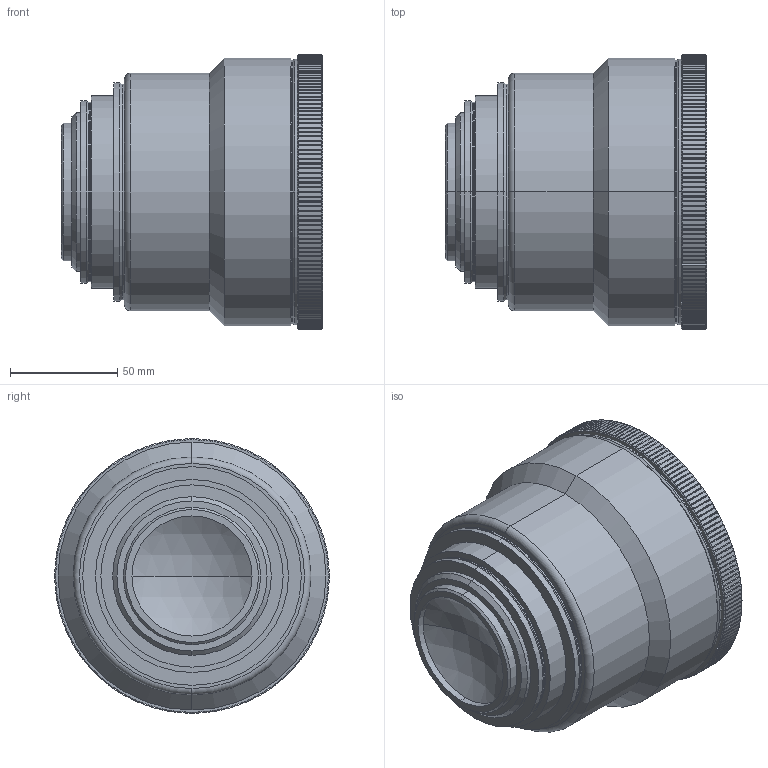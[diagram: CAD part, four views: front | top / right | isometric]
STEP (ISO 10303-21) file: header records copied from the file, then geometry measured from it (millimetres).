
FILE_DESCRIPTION (( 'STEP AP214' ), '1' );
FILE_NAME ('214001_02.STEP', '2010-11-16T06:38:40', ( 'poweredge' ), ( '' ), 'SwSTEP 2.0', 'SolidWorks 2010', '' );
FILE_SCHEMA (( 'AUTOMOTIVE_DESIGN' ));
Length unit declared in the file: millimetre
Products named in the file (1): 214001_02
Bounding box: 122 x 128 x 128 mm (x, y, z)
Surface area: 72219.5 mm2 (no closed solid volume)
Topology: 0 solids, 4 shells, 965 faces, 2114 edges, 1161 vertices
Faces by surface type: cone 372, plane 371, cylinder 206, torus 14, sphere 2
Entity records: 37081 total; most frequent: CARTESIAN_POINT 6449, ORIENTED_EDGE 4216, DIRECTION 4142, EDGE_CURVE 2114, AXIS2_PLACEMENT_3D 1782, VERTEX_POINT 1161, EDGE_LOOP 975, UNCERTAINTY_MEASURE_WITH_UNIT 967
